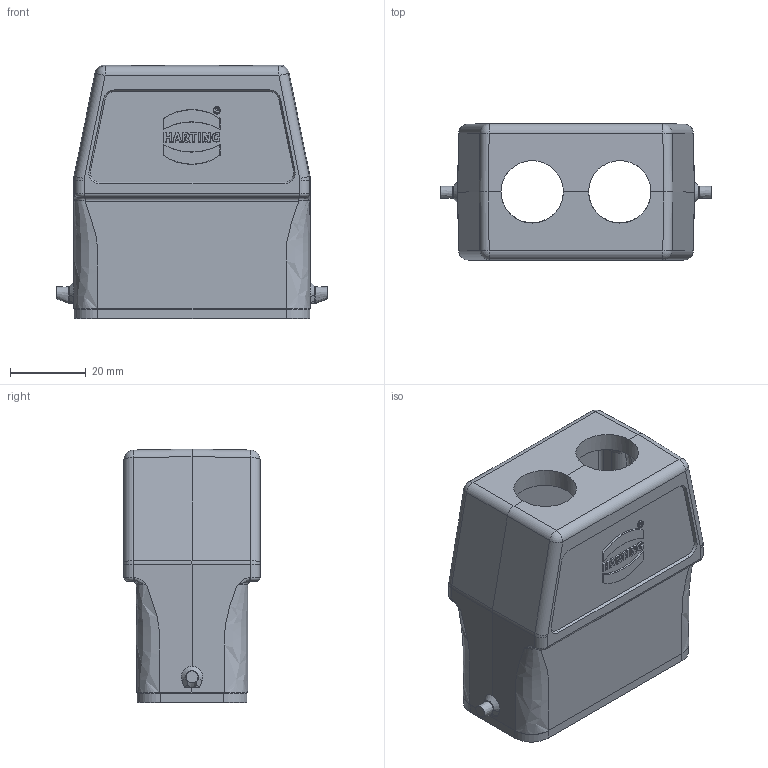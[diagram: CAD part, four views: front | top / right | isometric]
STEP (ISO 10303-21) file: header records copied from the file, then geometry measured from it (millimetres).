
FILE_DESCRIPTION((''),'2;1');
FILE_NAME('05200100463.stp','2020-07-07T16:09:12',('e.eickhoff'),(''),'Autodesk Inventor 2012','Autodesk Inventor 2012','');
FILE_SCHEMA(('AUTOMOTIVE_DESIGN { 1 0 10303 214 1 1 1 1 }'));
Length unit declared in the file: millimetre
Products named in the file (1): 05200100463
Bounding box: 71.7 x 36 x 67.2 mm (x, y, z)
Volume: 53514.1 mm3; surface area: 25402 mm2
Topology: 1 solids, 1 shells, 368 faces, 949 edges, 590 vertices
Faces by surface type: plane 177, cylinder 95, bspline 56, cone 28, torus 8, sphere 4
Full cylindrical faces by diameter (mm): 3 x4, 16.5 x2
Entity records: 13092 total; most frequent: CARTESIAN_POINT 4339, ORIENTED_EDGE 1830, DIRECTION 1728, EDGE_CURVE 915, AXIS2_PLACEMENT_3D 600, VERTEX_POINT 578, VECTOR 528, LINE 528
